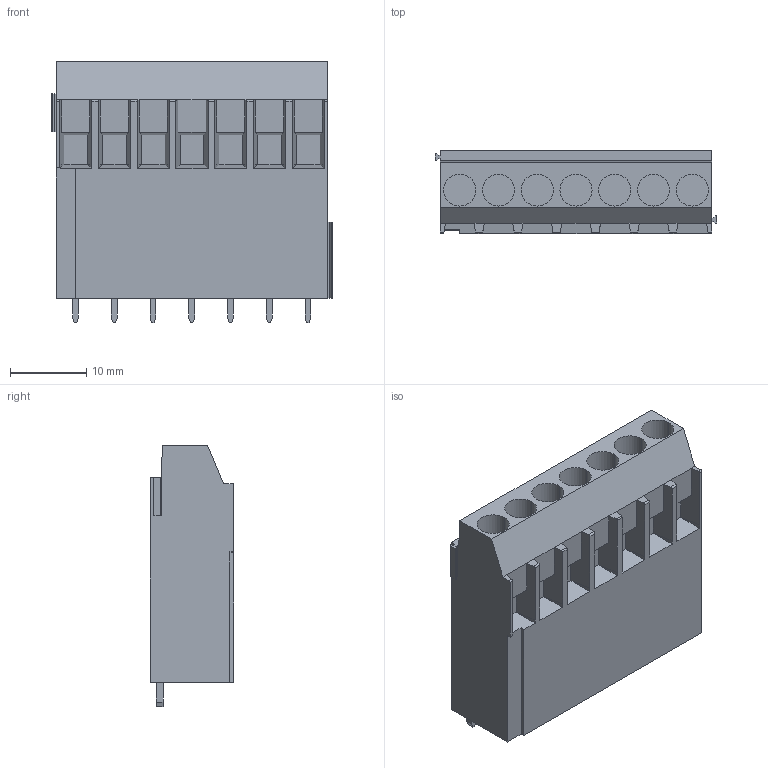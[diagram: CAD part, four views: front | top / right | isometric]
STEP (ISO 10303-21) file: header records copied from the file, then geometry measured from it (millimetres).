
FILE_DESCRIPTION(('CATIA V5 STEP Exchange','CAx-IF Rec.Pracs.--- Model Styling and Organization---1.2---2011-12-15'),'2;1');
FILE_NAME ('D1460875_0', '2018-09-07T04:32:45+00:00', ('none'), ('Weidmueller'), 'CATIA Version 5-6 Release 2014', 'CATIA V5 STEP AP214', 'none');
FILE_SCHEMA(('AUTOMOTIVE_DESIGN { 1 0 10303 214 1 1 1 1 }'));
Length unit declared in the file: millimetre
Products named in the file (1): 1975410000
Bounding box: 36.84 x 10.94 x 34.3 mm (x, y, z)
Volume: 10639.3 mm3; surface area: 4246.8 mm2
Topology: 8 solids, 8 shells, 190 faces, 494 edges, 327 vertices
Faces by surface type: plane 156, cylinder 34
Entity records: 5407 total; most frequent: CARTESIAN_POINT 1099, ORIENTED_EDGE 988, DIRECTION 682, EDGE_CURVE 494, VECTOR 398, LINE 398, VERTEX_POINT 327, EDGE_LOOP 197
